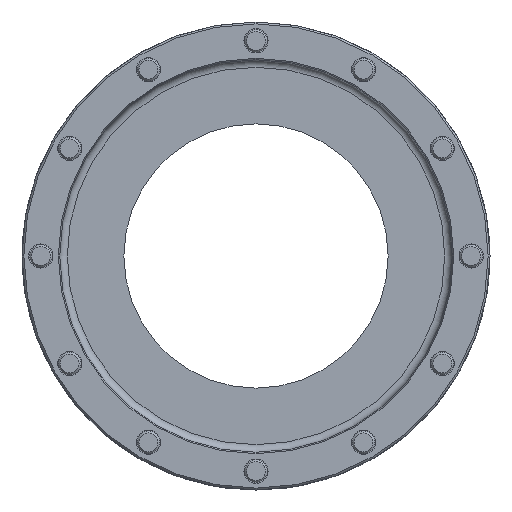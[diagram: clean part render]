
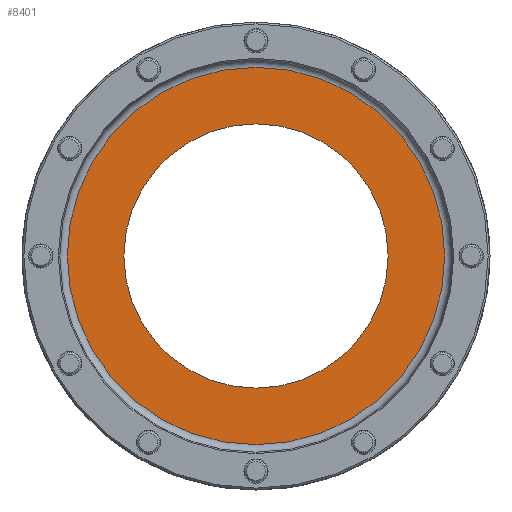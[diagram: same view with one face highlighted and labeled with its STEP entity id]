
A CAD part, left-side view. The second image highlights one B-rep face of the part: STEP entity #8401.
In plain terms, the highlighted planar face has unit normal (-1, 0, 0).
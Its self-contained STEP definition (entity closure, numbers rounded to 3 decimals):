
#1607=PLANE('',#9411);
#3605=ORIENTED_EDGE('',*,*,#4785,.T.);
#3606=ORIENTED_EDGE('',*,*,#4782,.T.);
#4782=EDGE_CURVE('',#5533,#5533,#6018,.T.);
#4785=EDGE_CURVE('',#5536,#5536,#6021,.T.);
#5533=VERTEX_POINT('',#14400);
#5536=VERTEX_POINT('',#14408);
#6018=CIRCLE('',#9407,50.);
#6021=CIRCLE('',#9412,35.);
#6794=EDGE_LOOP('',(#3605));
#6795=EDGE_LOOP('',(#3606));
#7673=FACE_BOUND('',#6794,.T.);
#7674=FACE_BOUND('',#6795,.T.);
#8401=ADVANCED_FACE('',(#7673,#7674),#1607,.T.);
#9407=AXIS2_PLACEMENT_3D('',#14399,#11939,#11940);
#9411=AXIS2_PLACEMENT_3D('',#14406,#11947,#11948);
#9412=AXIS2_PLACEMENT_3D('',#14407,#11949,#11950);
#11939=DIRECTION('',(-1.,0.,0.));
#11940=DIRECTION('',(0.,0.,-1.));
#11947=DIRECTION('',(-1.,0.,0.));
#11948=DIRECTION('',(0.,0.,-1.));
#11949=DIRECTION('',(1.,0.,0.));
#11950=DIRECTION('',(0.,0.,1.));
#14399=CARTESIAN_POINT('',(-31.883,0.,0.));
#14400=CARTESIAN_POINT('',(-31.883,0.,-50.));
#14406=CARTESIAN_POINT('',(-31.883,0.,52.));
#14407=CARTESIAN_POINT('',(-31.883,0.,0.));
#14408=CARTESIAN_POINT('',(-31.883,0.,35.));
